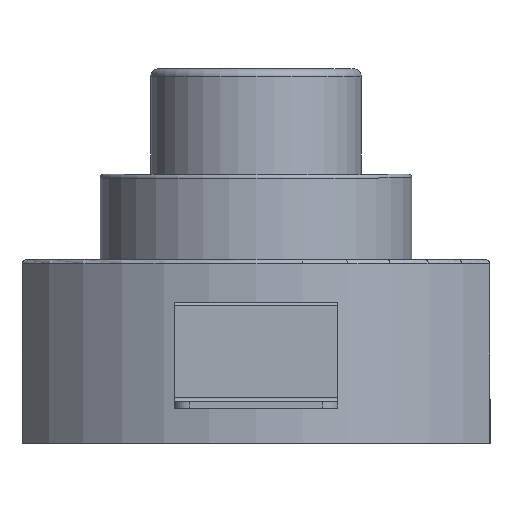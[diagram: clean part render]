
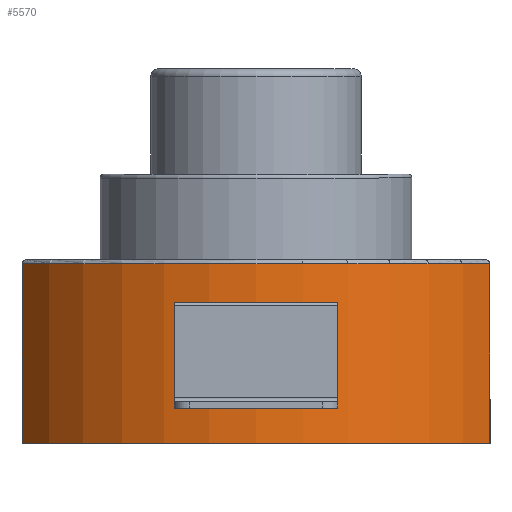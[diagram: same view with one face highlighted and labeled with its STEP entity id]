
A CAD part, left-side view. The second image highlights one B-rep face of the part: STEP entity #5570.
In plain terms, the highlighted cylindrical face has radius 7 mm (diameter 14 mm), a partial arc.
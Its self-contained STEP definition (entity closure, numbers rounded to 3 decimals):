
#879=FACE_OUTER_BOUND('',#1201,.T.);
#1201=EDGE_LOOP('',(#5229,#5230,#5231,#5232));
#1721=LINE('',#10548,#2238);
#1722=LINE('',#10549,#2239);
#2238=VECTOR('',#6794,10.);
#2239=VECTOR('',#6795,10.);
#2280=CIRCLE('',#5799,7.);
#2288=CIRCLE('',#5816,7.);
#2813=VERTEX_POINT('',#10450);
#2814=VERTEX_POINT('',#10451);
#2823=VERTEX_POINT('',#10490);
#2827=VERTEX_POINT('',#10528);
#3612=EDGE_CURVE('',#2813,#2814,#2280,.T.);
#3631=EDGE_CURVE('',#2823,#2827,#2288,.T.);
#3633=EDGE_CURVE('',#2813,#2823,#1721,.T.);
#3634=EDGE_CURVE('',#2814,#2827,#1722,.T.);
#5229=ORIENTED_EDGE('',*,*,#3631,.F.);
#5230=ORIENTED_EDGE('',*,*,#3633,.F.);
#5231=ORIENTED_EDGE('',*,*,#3612,.T.);
#5232=ORIENTED_EDGE('',*,*,#3634,.T.);
#5275=CYLINDRICAL_SURFACE('',#5818,7.);
#5570=ADVANCED_FACE('',(#879),#5275,.T.);
#5799=AXIS2_PLACEMENT_3D('',#10452,#6747,#6748);
#5816=AXIS2_PLACEMENT_3D('',#10545,#6788,#6789);
#5818=AXIS2_PLACEMENT_3D('',#10547,#6792,#6793);
#6747=DIRECTION('center_axis',(0.,0.,1.));
#6748=DIRECTION('ref_axis',(1.,0.,0.));
#6788=DIRECTION('center_axis',(0.,0.,1.));
#6789=DIRECTION('ref_axis',(-1.,0.,0.));
#6792=DIRECTION('center_axis',(0.,0.,1.));
#6793=DIRECTION('ref_axis',(-1.,0.,0.));
#6794=DIRECTION('',(0.,0.,1.));
#6795=DIRECTION('',(0.,0.,1.));
#10450=CARTESIAN_POINT('',(-3.606,6.,0.));
#10451=CARTESIAN_POINT('',(-3.606,-6.,0.));
#10452=CARTESIAN_POINT('Origin',(0.,0.,0.));
#10490=CARTESIAN_POINT('',(-3.606,6.,4.6));
#10528=CARTESIAN_POINT('',(-3.606,-6.,4.6));
#10545=CARTESIAN_POINT('Origin',(0.,0.,4.6));
#10547=CARTESIAN_POINT('Origin',(0.,0.,0.));
#10548=CARTESIAN_POINT('',(-3.606,6.,0.));
#10549=CARTESIAN_POINT('',(-3.606,-6.,0.));
